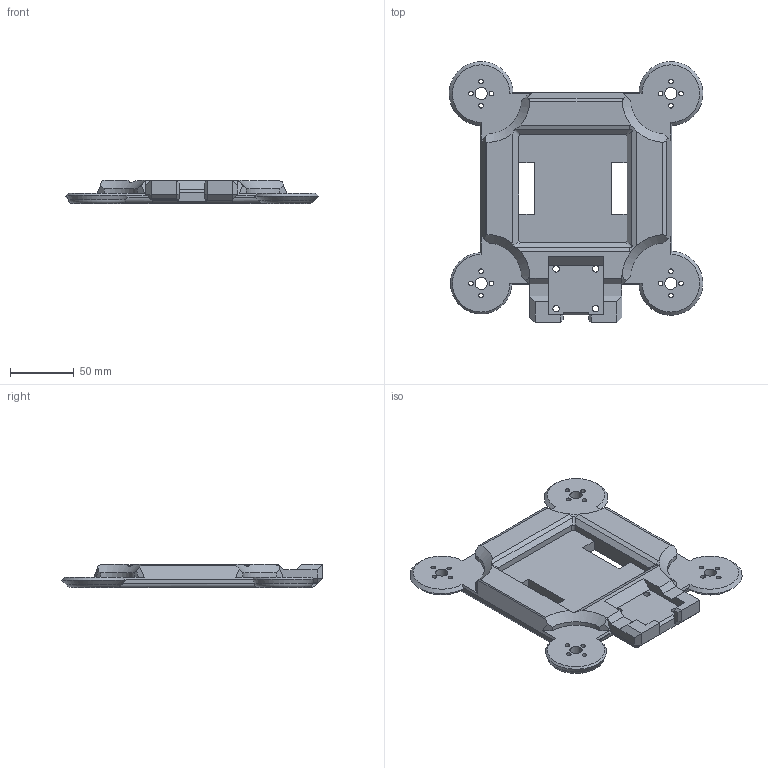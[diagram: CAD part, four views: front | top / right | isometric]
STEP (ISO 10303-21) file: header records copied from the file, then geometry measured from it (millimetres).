
FILE_DESCRIPTION(/* description */ ('STEP AP214'),/* implementation_level */ '2;1');
FILE_NAME(/* name */ '5fe15cfa840e5311baf273c6',/* time_stamp */ '2020-12-22T02:42:03+00:00',/* author */ (''),/* organization */ (''),/* preprocessor_version */ 'ST-DEVELOPER v18.1',/* originating_system */ ' ',/* authorisation */ ' ');
FILE_SCHEMA (('AUTOMOTIVE_DESIGN {1 0 10303 214 3 1 1}'));
Length unit declared in the file: metre
Products named in the file (1): Part 1
Bounding box: 198.34 x 203.84 x 18 mm (x, y, z)
Volume: 322076 mm3; surface area: 72998.6 mm2
Topology: 1 solids, 1 shells, 159 faces, 467 edges, 306 vertices
Faces by surface type: plane 97, cylinder 42, cone 12, bspline 4, torus 4
Full cylindrical faces by diameter (mm): 3.6 x16, 5 x4, 9.5 x4
Entity records: 5384 total; most frequent: CARTESIAN_POINT 1203, ORIENTED_EDGE 882, DIRECTION 785, EDGE_CURVE 441, VERTEX_POINT 304, AXIS2_PLACEMENT_3D 271, LINE 243, VECTOR 243
